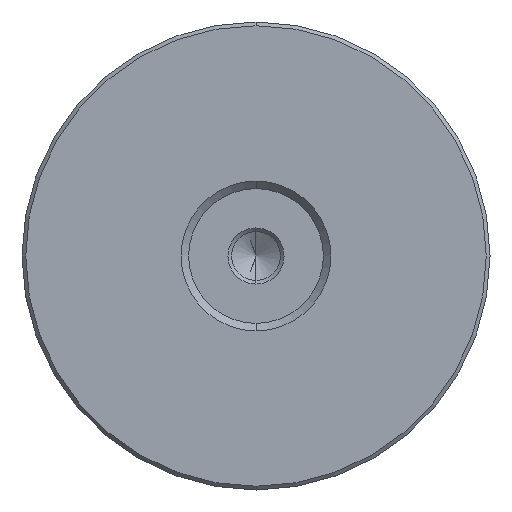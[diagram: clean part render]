
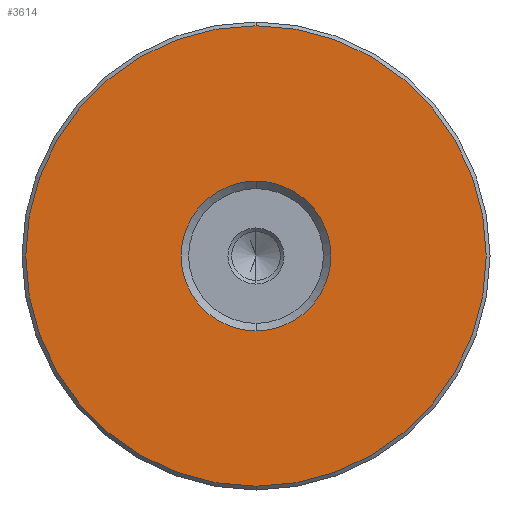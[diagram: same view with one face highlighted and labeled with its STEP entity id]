
A CAD part, front view. The second image highlights one B-rep face of the part: STEP entity #3614.
In plain terms, the highlighted planar face has unit normal (0, -1, 0).
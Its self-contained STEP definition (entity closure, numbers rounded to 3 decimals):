
#1775 = EDGE_CURVE('',#1776,#1778,#1780,.T.);
#1776 = VERTEX_POINT('',#1777);
#1777 = CARTESIAN_POINT('',(0.,-50.,-15.621));
#1778 = VERTEX_POINT('',#1779);
#1779 = CARTESIAN_POINT('',(0.,-50.,15.621));
#1780 = SURFACE_CURVE('',#1781,(#1786,#1798),.PCURVE_S1.);
#1781 = CIRCLE('',#1782,15.621);
#1782 = AXIS2_PLACEMENT_3D('',#1783,#1784,#1785);
#1783 = CARTESIAN_POINT('',(0.,-50.,0.));
#1784 = DIRECTION('',(0.,-1.,0.));
#1785 = DIRECTION('',(0.,0.,1.));
#1786 = PCURVE('',#1787,#1792);
#1787 = CONICAL_SURFACE('',#1788,15.875,0.785);
#1788 = AXIS2_PLACEMENT_3D('',#1789,#1790,#1791);
#1789 = CARTESIAN_POINT('',(0.,-49.746,0.));
#1790 = DIRECTION('',(-0.,1.,-0.));
#1791 = DIRECTION('',(0.,0.,1.));
#1792 = DEFINITIONAL_REPRESENTATION('',(#1793),#1797);
#1793 = LINE('',#1794,#1795);
#1794 = CARTESIAN_POINT('',(6.283,-0.254));
#1795 = VECTOR('',#1796,1.);
#1796 = DIRECTION('',(-1.,0.));
#1797 = ( GEOMETRIC_REPRESENTATION_CONTEXT(2) 
PARAMETRIC_REPRESENTATION_CONTEXT() REPRESENTATION_CONTEXT('2D SPACE',''
  ) );
#1798 = PCURVE('',#1799,#1804);
#1799 = PLANE('',#1800);
#1800 = AXIS2_PLACEMENT_3D('',#1801,#1802,#1803);
#1801 = CARTESIAN_POINT('',(15.875,-50.,0.));
#1802 = DIRECTION('',(-0.,1.,0.));
#1803 = DIRECTION('',(0.,0.,1.));
#1804 = DEFINITIONAL_REPRESENTATION('',(#1805),#1813);
#1805 = ( BOUNDED_CURVE() B_SPLINE_CURVE(2,(#1806,#1807,#1808,#1809,
#1810,#1811,#1812),.UNSPECIFIED.,.T.,.F.) B_SPLINE_CURVE_WITH_KNOTS((1,2
    ,2,2,2,1),(-2.094,0.,2.094,4.189,
6.283,8.378),.UNSPECIFIED.) CURVE() 
GEOMETRIC_REPRESENTATION_ITEM() RATIONAL_B_SPLINE_CURVE((1.,0.5,1.,0.5,
1.,0.5,1.)) REPRESENTATION_ITEM('') );
#1806 = CARTESIAN_POINT('',(15.621,-15.875));
#1807 = CARTESIAN_POINT('',(15.621,-42.931));
#1808 = CARTESIAN_POINT('',(-7.811,-29.403));
#1809 = CARTESIAN_POINT('',(-31.242,-15.875));
#1810 = CARTESIAN_POINT('',(-7.811,-2.347));
#1811 = CARTESIAN_POINT('',(15.621,11.181));
#1812 = CARTESIAN_POINT('',(15.621,-15.875));
#1813 = ( GEOMETRIC_REPRESENTATION_CONTEXT(2) 
PARAMETRIC_REPRESENTATION_CONTEXT() REPRESENTATION_CONTEXT('2D SPACE',''
  ) );
#1831 = CONICAL_SURFACE('',#1832,15.875,0.785);
#1832 = AXIS2_PLACEMENT_3D('',#1833,#1834,#1835);
#1833 = CARTESIAN_POINT('',(0.,-49.746,0.));
#1834 = DIRECTION('',(-0.,1.,-0.));
#1835 = DIRECTION('',(0.,0.,1.));
#2483 = VERTEX_POINT('',#2484);
#2484 = CARTESIAN_POINT('',(0.,-50.,-5.08));
#2491 = CONICAL_SURFACE('',#2492,4.572,0.785);
#2492 = AXIS2_PLACEMENT_3D('',#2493,#2494,#2495);
#2493 = CARTESIAN_POINT('',(0.,-49.492,0.));
#2494 = DIRECTION('',(0.,-1.,0.));
#2495 = DIRECTION('',(0.,0.,-1.));
#2503 = CONICAL_SURFACE('',#2504,4.572,0.785);
#2504 = AXIS2_PLACEMENT_3D('',#2505,#2506,#2507);
#2505 = CARTESIAN_POINT('',(0.,-49.492,0.));
#2506 = DIRECTION('',(0.,-1.,0.));
#2507 = DIRECTION('',(0.,0.,-1.));
#2515 = EDGE_CURVE('',#2483,#2516,#2518,.T.);
#2516 = VERTEX_POINT('',#2517);
#2517 = CARTESIAN_POINT('',(0.,-50.,5.08));
#2518 = SURFACE_CURVE('',#2519,(#2524,#2531),.PCURVE_S1.);
#2519 = CIRCLE('',#2520,5.08);
#2520 = AXIS2_PLACEMENT_3D('',#2521,#2522,#2523);
#2521 = CARTESIAN_POINT('',(0.,-50.,0.));
#2522 = DIRECTION('',(-0.,1.,0.));
#2523 = DIRECTION('',(0.,0.,1.));
#2524 = PCURVE('',#2491,#2525);
#2525 = DEFINITIONAL_REPRESENTATION('',(#2526),#2530);
#2526 = LINE('',#2527,#2528);
#2527 = CARTESIAN_POINT('',(9.425,0.508));
#2528 = VECTOR('',#2529,1.);
#2529 = DIRECTION('',(-1.,0.));
#2530 = ( GEOMETRIC_REPRESENTATION_CONTEXT(2) 
PARAMETRIC_REPRESENTATION_CONTEXT() REPRESENTATION_CONTEXT('2D SPACE',''
  ) );
#2531 = PCURVE('',#1799,#2532);
#2532 = DEFINITIONAL_REPRESENTATION('',(#2533),#2537);
#2533 = CIRCLE('',#2534,5.08);
#2534 = AXIS2_PLACEMENT_2D('',#2535,#2536);
#2535 = CARTESIAN_POINT('',(0.,-15.875));
#2536 = DIRECTION('',(1.,0.));
#2537 = ( GEOMETRIC_REPRESENTATION_CONTEXT(2) 
PARAMETRIC_REPRESENTATION_CONTEXT() REPRESENTATION_CONTEXT('2D SPACE',''
  ) );
#3590 = EDGE_CURVE('',#2516,#2483,#3591,.T.);
#3591 = SURFACE_CURVE('',#3592,(#3597,#3604),.PCURVE_S1.);
#3592 = CIRCLE('',#3593,5.08);
#3593 = AXIS2_PLACEMENT_3D('',#3594,#3595,#3596);
#3594 = CARTESIAN_POINT('',(0.,-50.,0.));
#3595 = DIRECTION('',(-0.,1.,0.));
#3596 = DIRECTION('',(0.,0.,1.));
#3597 = PCURVE('',#2503,#3598);
#3598 = DEFINITIONAL_REPRESENTATION('',(#3599),#3603);
#3599 = LINE('',#3600,#3601);
#3600 = CARTESIAN_POINT('',(3.142,0.508));
#3601 = VECTOR('',#3602,1.);
#3602 = DIRECTION('',(-1.,0.));
#3603 = ( GEOMETRIC_REPRESENTATION_CONTEXT(2) 
PARAMETRIC_REPRESENTATION_CONTEXT() REPRESENTATION_CONTEXT('2D SPACE',''
  ) );
#3604 = PCURVE('',#1799,#3605);
#3605 = DEFINITIONAL_REPRESENTATION('',(#3606),#3610);
#3606 = CIRCLE('',#3607,5.08);
#3607 = AXIS2_PLACEMENT_2D('',#3608,#3609);
#3608 = CARTESIAN_POINT('',(0.,-15.875));
#3609 = DIRECTION('',(1.,0.));
#3610 = ( GEOMETRIC_REPRESENTATION_CONTEXT(2) 
PARAMETRIC_REPRESENTATION_CONTEXT() REPRESENTATION_CONTEXT('2D SPACE',''
  ) );
#3614 = ADVANCED_FACE('',(#3615,#3644),#1799,.F.);
#3615 = FACE_BOUND('',#3616,.T.);
#3616 = EDGE_LOOP('',(#3617,#3643));
#3617 = ORIENTED_EDGE('',*,*,#3618,.T.);
#3618 = EDGE_CURVE('',#1778,#1776,#3619,.T.);
#3619 = SURFACE_CURVE('',#3620,(#3625,#3636),.PCURVE_S1.);
#3620 = CIRCLE('',#3621,15.621);
#3621 = AXIS2_PLACEMENT_3D('',#3622,#3623,#3624);
#3622 = CARTESIAN_POINT('',(0.,-50.,0.));
#3623 = DIRECTION('',(0.,-1.,0.));
#3624 = DIRECTION('',(0.,0.,1.));
#3625 = PCURVE('',#1799,#3626);
#3626 = DEFINITIONAL_REPRESENTATION('',(#3627),#3635);
#3627 = ( BOUNDED_CURVE() B_SPLINE_CURVE(2,(#3628,#3629,#3630,#3631,
#3632,#3633,#3634),.UNSPECIFIED.,.T.,.F.) B_SPLINE_CURVE_WITH_KNOTS((1,2
    ,2,2,2,1),(-2.094,0.,2.094,4.189,
6.283,8.378),.UNSPECIFIED.) CURVE() 
GEOMETRIC_REPRESENTATION_ITEM() RATIONAL_B_SPLINE_CURVE((1.,0.5,1.,0.5,
1.,0.5,1.)) REPRESENTATION_ITEM('') );
#3628 = CARTESIAN_POINT('',(15.621,-15.875));
#3629 = CARTESIAN_POINT('',(15.621,-42.931));
#3630 = CARTESIAN_POINT('',(-7.811,-29.403));
#3631 = CARTESIAN_POINT('',(-31.242,-15.875));
#3632 = CARTESIAN_POINT('',(-7.811,-2.347));
#3633 = CARTESIAN_POINT('',(15.621,11.181));
#3634 = CARTESIAN_POINT('',(15.621,-15.875));
#3635 = ( GEOMETRIC_REPRESENTATION_CONTEXT(2) 
PARAMETRIC_REPRESENTATION_CONTEXT() REPRESENTATION_CONTEXT('2D SPACE',''
  ) );
#3636 = PCURVE('',#1831,#3637);
#3637 = DEFINITIONAL_REPRESENTATION('',(#3638),#3642);
#3638 = LINE('',#3639,#3640);
#3639 = CARTESIAN_POINT('',(6.283,-0.254));
#3640 = VECTOR('',#3641,1.);
#3641 = DIRECTION('',(-1.,0.));
#3642 = ( GEOMETRIC_REPRESENTATION_CONTEXT(2) 
PARAMETRIC_REPRESENTATION_CONTEXT() REPRESENTATION_CONTEXT('2D SPACE',''
  ) );
#3643 = ORIENTED_EDGE('',*,*,#1775,.T.);
#3644 = FACE_BOUND('',#3645,.T.);
#3645 = EDGE_LOOP('',(#3646,#3647));
#3646 = ORIENTED_EDGE('',*,*,#2515,.T.);
#3647 = ORIENTED_EDGE('',*,*,#3590,.T.);
